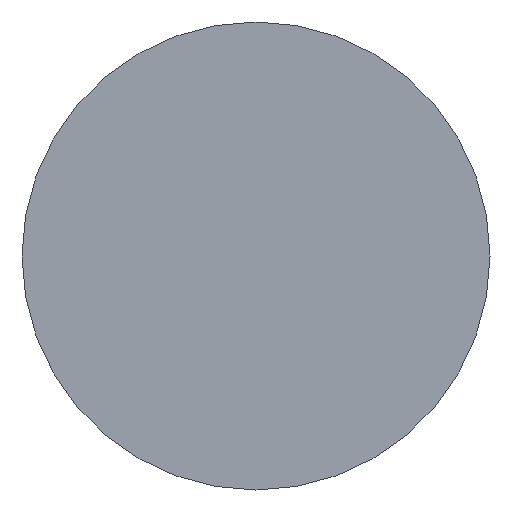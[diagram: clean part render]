
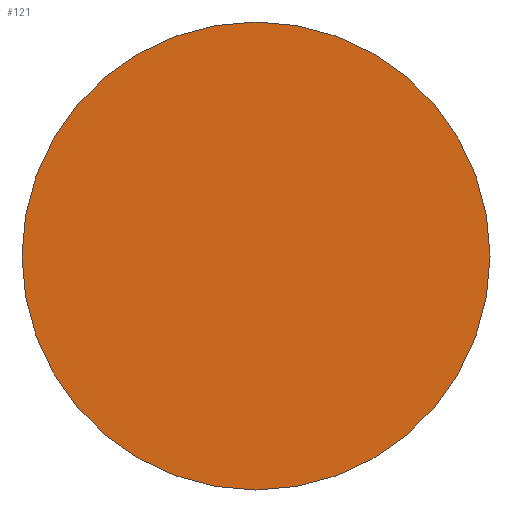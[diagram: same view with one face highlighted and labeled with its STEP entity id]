
A CAD part, left-side view. The second image highlights one B-rep face of the part: STEP entity #121.
In plain terms, the highlighted planar face has unit normal (-1, 0, 0).
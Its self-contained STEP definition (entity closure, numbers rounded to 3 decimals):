
#15 = DIRECTION ( 'NONE',  ( -1., 0., 0. ) ) ;
#16 = DIRECTION ( 'NONE',  ( 1., 0., 0. ) ) ;
#29 = FACE_OUTER_BOUND ( 'NONE', #42, .T. ) ;
#39 = CIRCLE ( 'NONE', #63, 6.35 ) ;
#42 = EDGE_LOOP ( 'NONE', ( #127, #163 ) ) ;
#43 = DIRECTION ( 'NONE',  ( -1., 0., 0. ) ) ;
#52 = EDGE_CURVE ( 'NONE', #85, #100, #39, .T. ) ;
#56 = DIRECTION ( 'NONE',  ( 0., 0., 1. ) ) ;
#61 = CARTESIAN_POINT ( 'NONE',  ( 0., 0., 0. ) ) ;
#63 = AXIS2_PLACEMENT_3D ( 'NONE', #152, #15, #56 ) ;
#68 = CIRCLE ( 'NONE', #148, 6.35 ) ;
#71 = CARTESIAN_POINT ( 'NONE',  ( 0., 0., -6.35 ) ) ;
#72 = DIRECTION ( 'NONE',  ( 0., 0., -1. ) ) ;
#85 = VERTEX_POINT ( 'NONE', #86 ) ;
#86 = CARTESIAN_POINT ( 'NONE',  ( 0., 0., 6.35 ) ) ;
#87 = EDGE_CURVE ( 'NONE', #100, #85, #68, .T. ) ;
#89 = CARTESIAN_POINT ( 'NONE',  ( 0., 6.35, 0. ) ) ;
#95 = AXIS2_PLACEMENT_3D ( 'NONE', #89, #16, #72 ) ;
#100 = VERTEX_POINT ( 'NONE', #71 ) ;
#104 = DIRECTION ( 'NONE',  ( 0., 0., 1. ) ) ;
#115 = PLANE ( 'NONE',  #95 ) ;
#121 = ADVANCED_FACE ( 'NONE', ( #29 ), #115, .F. ) ;
#127 = ORIENTED_EDGE ( 'NONE', *, *, #52, .T. ) ;
#148 = AXIS2_PLACEMENT_3D ( 'NONE', #61, #43, #104 ) ;
#152 = CARTESIAN_POINT ( 'NONE',  ( 0., 0., 0. ) ) ;
#163 = ORIENTED_EDGE ( 'NONE', *, *, #87, .T. ) ;
